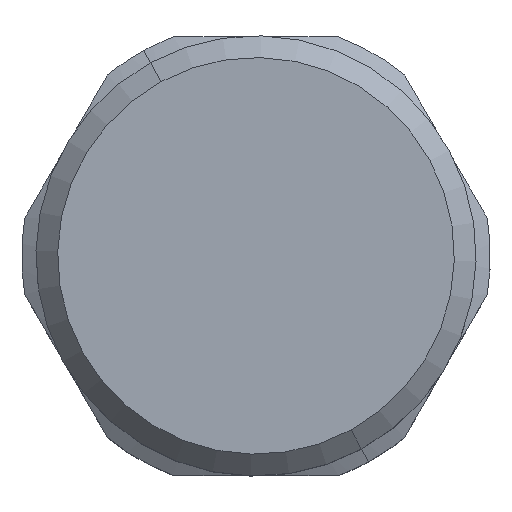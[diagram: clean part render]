
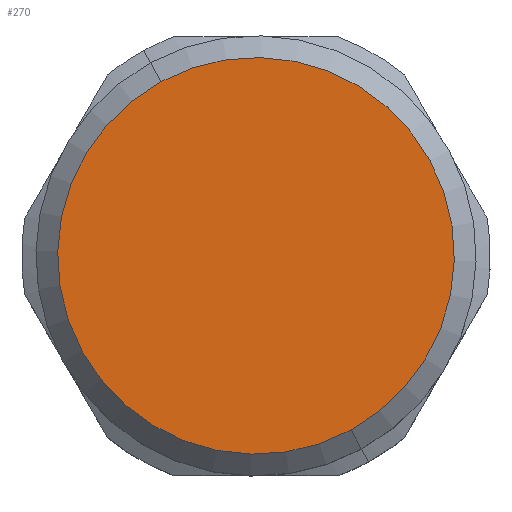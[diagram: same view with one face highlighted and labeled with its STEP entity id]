
A CAD part, top view. The second image highlights one B-rep face of the part: STEP entity #270.
In plain terms, the highlighted planar face has unit normal (0, 0, 1).
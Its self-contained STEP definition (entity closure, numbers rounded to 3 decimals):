
#227=CARTESIAN_POINT('Vertex',(5.681,-10.399,23.5)) ;
#230=CARTESIAN_POINT('Axis2P3D Location',(0.,0.,23.5)) ;
#234=CARTESIAN_POINT('Vertex',(-5.681,10.399,23.5)) ;
#249=CARTESIAN_POINT('Axis2P3D Location',(0.,0.,23.5)) ;
#261=CARTESIAN_POINT('Axis2P3D Location',(0.,11.85,23.5)) ;
#231=DIRECTION('Axis2P3D Direction',(0.,0.,-1.)) ;
#250=DIRECTION('Axis2P3D Direction',(0.,0.,-1.)) ;
#262=DIRECTION('Axis2P3D Direction',(0.,0.,1.)) ;
#263=DIRECTION('Axis2P3D XDirection',(1.,0.,0.)) ;
#232=AXIS2_PLACEMENT_3D('Circle Axis2P3D',#230,#231,$) ;
#251=AXIS2_PLACEMENT_3D('Circle Axis2P3D',#249,#250,$) ;
#264=AXIS2_PLACEMENT_3D('Plane Axis2P3D',#261,#262,#263) ;
#267=ORIENTED_EDGE('',*,*,#253,.T.) ;
#268=ORIENTED_EDGE('',*,*,#236,.T.) ;
#270=ADVANCED_FACE('PartBody',(#269),#265,.T.) ;
#233=CIRCLE('generated circle',#232,11.85) ;
#252=CIRCLE('generated circle',#251,11.85) ;
#236=EDGE_CURVE('',#235,#228,#233,.F.) ;
#253=EDGE_CURVE('',#228,#235,#252,.F.) ;
#266=EDGE_LOOP('',(#267,#268)) ;
#269=FACE_OUTER_BOUND('',#266,.T.) ;
#265=PLANE('',#264) ;
#228=VERTEX_POINT('',#227) ;
#235=VERTEX_POINT('',#234) ;
